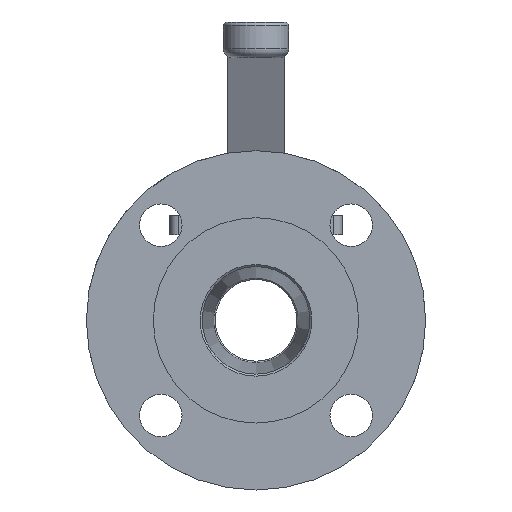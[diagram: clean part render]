
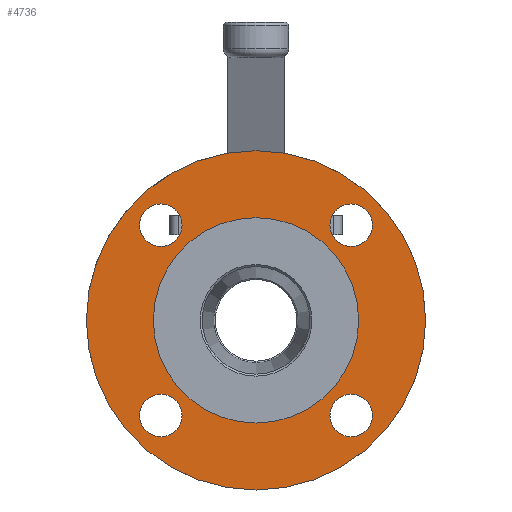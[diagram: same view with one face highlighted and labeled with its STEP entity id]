
A CAD part, front view. The second image highlights one B-rep face of the part: STEP entity #4736.
In plain terms, the highlighted planar face has unit normal (0, -1, 0).
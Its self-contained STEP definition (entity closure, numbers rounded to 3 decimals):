
#1699=CARTESIAN_POINT('',(-42.639,-105.54,-52.139));
#1700=VERTEX_POINT('',#1699);
#1701=CARTESIAN_POINT('',(-42.639,-105.54,-42.639));
#1702=DIRECTION('',(0.0,1.0,0.0));
#1703=DIRECTION('',(0.0,0.0,1.0));
#1704=AXIS2_PLACEMENT_3D('',#1701,#1702,#1703);
#1705=CIRCLE('',#1704,9.5);
#1706=EDGE_CURVE('',#1700,#1700,#1705,.T.);
#1727=CARTESIAN_POINT('',(52.139,-105.54,-42.639));
#1728=VERTEX_POINT('',#1727);
#1729=CARTESIAN_POINT('',(42.639,-105.54,-42.639));
#1730=DIRECTION('',(0.0,1.0,0.0));
#1731=DIRECTION('',(-1.0,0.0,0.0));
#1732=AXIS2_PLACEMENT_3D('',#1729,#1730,#1731);
#1733=CIRCLE('',#1732,9.5);
#1734=EDGE_CURVE('',#1728,#1728,#1733,.T.);
#1755=CARTESIAN_POINT('',(42.639,-105.54,52.139));
#1756=VERTEX_POINT('',#1755);
#1757=CARTESIAN_POINT('',(42.639,-105.54,42.639));
#1758=DIRECTION('',(0.0,1.0,0.0));
#1759=DIRECTION('',(0.0,0.0,-1.0));
#1760=AXIS2_PLACEMENT_3D('',#1757,#1758,#1759);
#1761=CIRCLE('',#1760,9.5);
#1762=EDGE_CURVE('',#1756,#1756,#1761,.T.);
#1783=CARTESIAN_POINT('',(-52.139,-105.54,42.639));
#1784=VERTEX_POINT('',#1783);
#1785=CARTESIAN_POINT('',(-42.639,-105.54,42.639));
#1786=DIRECTION('',(0.0,1.0,0.0));
#1787=DIRECTION('',(1.0,0.0,0.0));
#1788=AXIS2_PLACEMENT_3D('',#1785,#1786,#1787);
#1789=CIRCLE('',#1788,9.5);
#1790=EDGE_CURVE('',#1784,#1784,#1789,.T.);
#4690=CARTESIAN_POINT('',(0.0,-105.54,-76.0));
#4691=VERTEX_POINT('',#4690);
#4692=CARTESIAN_POINT('',(0.0,-105.54,0.0));
#4693=DIRECTION('',(0.0,-1.0,0.0));
#4694=DIRECTION('',(0.0,0.0,-1.0));
#4695=AXIS2_PLACEMENT_3D('',#4692,#4693,#4694);
#4696=CIRCLE('',#4695,76.0);
#4697=EDGE_CURVE('',#4691,#4691,#4696,.T.);
#4705=CARTESIAN_POINT('',(0.0,-105.54,-61.));
#4706=DIRECTION('',(0.0,-1.0,0.0));
#4707=DIRECTION('',(0.0,0.0,-1.0));
#4708=AXIS2_PLACEMENT_3D('',#4705,#4706,#4707);
#4709=PLANE('',#4708);
#4710=ORIENTED_EDGE('',*,*,#4697,.T.);
#4711=EDGE_LOOP('',(#4710));
#4712=FACE_OUTER_BOUND('',#4711,.T.);
#4713=ORIENTED_EDGE('',*,*,#1706,.T.);
#4714=EDGE_LOOP('',(#4713));
#4715=FACE_BOUND('',#4714,.T.);
#4716=ORIENTED_EDGE('',*,*,#1734,.T.);
#4717=EDGE_LOOP('',(#4716));
#4718=FACE_BOUND('',#4717,.T.);
#4719=ORIENTED_EDGE('',*,*,#1762,.T.);
#4720=EDGE_LOOP('',(#4719));
#4721=FACE_BOUND('',#4720,.T.);
#4722=ORIENTED_EDGE('',*,*,#1790,.T.);
#4723=EDGE_LOOP('',(#4722));
#4724=FACE_BOUND('',#4723,.T.);
#4725=CARTESIAN_POINT('',(0.0,-105.54,-46.));
#4726=VERTEX_POINT('',#4725);
#4727=CARTESIAN_POINT('',(0.0,-105.54,0.0));
#4728=DIRECTION('',(0.0,-1.0,0.0));
#4729=DIRECTION('',(0.0,0.0,-1.0));
#4730=AXIS2_PLACEMENT_3D('',#4727,#4728,#4729);
#4731=CIRCLE('',#4730,46.);
#4732=EDGE_CURVE('',#4726,#4726,#4731,.T.);
#4733=ORIENTED_EDGE('',*,*,#4732,.F.);
#4734=EDGE_LOOP('',(#4733));
#4735=FACE_BOUND('',#4734,.T.);
#4736=ADVANCED_FACE('',(#4712,#4715,#4718,#4721,#4724,#4735),#4709,.T.);
